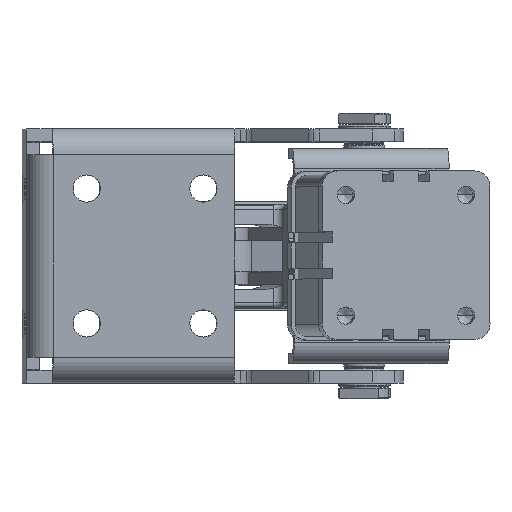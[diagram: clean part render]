
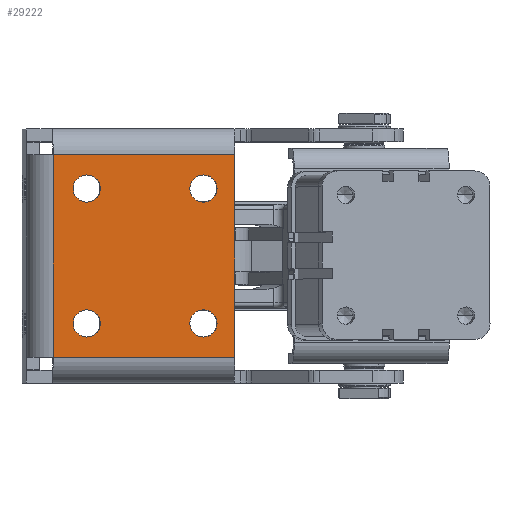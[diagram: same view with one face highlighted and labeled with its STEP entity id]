
A CAD part, top view. The second image highlights one B-rep face of the part: STEP entity #29222.
In plain terms, the highlighted planar face has unit normal (0.025, 0, 1).
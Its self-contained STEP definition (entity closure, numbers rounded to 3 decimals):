
#13361=CARTESIAN_POINT('',(114.34,192.081,167.654));
#13362=VERTEX_POINT('',#13361);
#13371=CARTESIAN_POINT('',(114.34,181.581,167.654));
#13372=VERTEX_POINT('',#13371);
#13373=CARTESIAN_POINT('',(114.34,186.831,167.654));
#13374=DIRECTION('',(-0.025,0.,-1.));
#13375=DIRECTION('',(0.,1.0,0.));
#13376=AXIS2_PLACEMENT_3D('',#13373,#13374,#13375);
#13377=CIRCLE('',#13376,5.25);
#13378=EDGE_CURVE('',#13372,#13362,#13377,.T.);
#13433=CARTESIAN_POINT('',(114.34,244.081,167.654));
#13434=VERTEX_POINT('',#13433);
#13443=CARTESIAN_POINT('',(114.34,233.581,167.654));
#13444=VERTEX_POINT('',#13443);
#13445=CARTESIAN_POINT('',(114.34,238.831,167.654));
#13446=DIRECTION('',(-0.025,0.,-1.));
#13447=DIRECTION('',(0.,1.0,0.));
#13448=AXIS2_PLACEMENT_3D('',#13445,#13446,#13447);
#13449=CIRCLE('',#13448,5.25);
#13450=EDGE_CURVE('',#13444,#13434,#13449,.T.);
#13505=CARTESIAN_POINT('',(159.326,192.081,166.542));
#13506=VERTEX_POINT('',#13505);
#13515=CARTESIAN_POINT('',(159.326,181.581,166.542));
#13516=VERTEX_POINT('',#13515);
#13517=CARTESIAN_POINT('',(159.326,186.831,166.542));
#13518=DIRECTION('',(-0.025,0.,-1.));
#13519=DIRECTION('',(0.,1.0,0.));
#13520=AXIS2_PLACEMENT_3D('',#13517,#13518,#13519);
#13521=CIRCLE('',#13520,5.25);
#13522=EDGE_CURVE('',#13516,#13506,#13521,.T.);
#13577=CARTESIAN_POINT('',(159.326,244.081,166.542));
#13578=VERTEX_POINT('',#13577);
#13587=CARTESIAN_POINT('',(159.326,233.581,166.542));
#13588=VERTEX_POINT('',#13587);
#13589=CARTESIAN_POINT('',(159.326,238.831,166.542));
#13590=DIRECTION('',(-0.025,0.,-1.));
#13591=DIRECTION('',(0.,1.0,0.));
#13592=AXIS2_PLACEMENT_3D('',#13589,#13590,#13591);
#13593=CIRCLE('',#13592,5.25);
#13594=EDGE_CURVE('',#13588,#13578,#13593,.T.);
#28465=CARTESIAN_POINT('',(159.326,238.831,166.542));
#28466=DIRECTION('',(-0.025,0.,-1.));
#28467=DIRECTION('',(0.,1.0,0.));
#28468=AXIS2_PLACEMENT_3D('',#28465,#28466,#28467);
#28469=CIRCLE('',#28468,5.25);
#28470=EDGE_CURVE('',#13578,#13588,#28469,.T.);
#28517=CARTESIAN_POINT('',(159.326,186.831,166.542));
#28518=DIRECTION('',(-0.025,0.,-1.));
#28519=DIRECTION('',(0.,1.0,0.));
#28520=AXIS2_PLACEMENT_3D('',#28517,#28518,#28519);
#28521=CIRCLE('',#28520,5.25);
#28522=EDGE_CURVE('',#13506,#13516,#28521,.T.);
#28569=CARTESIAN_POINT('',(114.34,238.831,167.654));
#28570=DIRECTION('',(-0.025,0.,-1.));
#28571=DIRECTION('',(0.,1.0,0.));
#28572=AXIS2_PLACEMENT_3D('',#28569,#28570,#28571);
#28573=CIRCLE('',#28572,5.25);
#28574=EDGE_CURVE('',#13434,#13444,#28573,.T.);
#28621=CARTESIAN_POINT('',(114.34,186.831,167.654));
#28622=DIRECTION('',(-0.025,0.,-1.));
#28623=DIRECTION('',(0.,1.0,0.));
#28624=AXIS2_PLACEMENT_3D('',#28621,#28622,#28623);
#28625=CIRCLE('',#28624,5.25);
#28626=EDGE_CURVE('',#13362,#13372,#28625,.T.);
#28789=CARTESIAN_POINT('',(101.344,251.831,167.975));
#28790=VERTEX_POINT('',#28789);
#28814=CARTESIAN_POINT('',(101.344,173.831,167.975));
#28815=VERTEX_POINT('',#28814);
#28900=CARTESIAN_POINT('',(101.344,251.831,167.975));
#28901=DIRECTION('',(0.,-1.0,0.));
#28902=VECTOR('',#28901,78.);
#28903=LINE('',#28900,#28902);
#28904=EDGE_CURVE('',#28790,#28815,#28903,.T.);
#29156=CARTESIAN_POINT('',(171.323,251.831,166.246));
#29157=VERTEX_POINT('',#29156);
#29174=CARTESIAN_POINT('',(171.323,251.831,166.246));
#29175=DIRECTION('',(-1.,0.,0.025));
#29176=VECTOR('',#29175,70.);
#29177=LINE('',#29174,#29176);
#29178=EDGE_CURVE('',#29157,#28790,#29177,.T.);
#29183=CARTESIAN_POINT('',(172.322,212.831,166.221));
#29184=DIRECTION('',(-0.025,0.,-1.));
#29185=DIRECTION('',(0.,1.0,0.));
#29186=AXIS2_PLACEMENT_3D('',#29183,#29184,#29185);
#29187=PLANE('',#29186);
#29188=CARTESIAN_POINT('',(171.323,173.831,166.246));
#29189=VERTEX_POINT('',#29188);
#29190=CARTESIAN_POINT('',(171.323,173.831,166.246));
#29191=DIRECTION('',(0.,1.0,0.));
#29192=VECTOR('',#29191,78.);
#29193=LINE('',#29190,#29192);
#29194=EDGE_CURVE('',#29189,#29157,#29193,.T.);
#29195=ORIENTED_EDGE('',*,*,#29194,.T.);
#29196=ORIENTED_EDGE('',*,*,#29178,.T.);
#29197=ORIENTED_EDGE('',*,*,#28904,.T.);
#29198=CARTESIAN_POINT('',(101.344,173.831,167.975));
#29199=DIRECTION('',(1.,0.,-0.025));
#29200=VECTOR('',#29199,70.);
#29201=LINE('',#29198,#29200);
#29202=EDGE_CURVE('',#28815,#29189,#29201,.T.);
#29203=ORIENTED_EDGE('',*,*,#29202,.T.);
#29204=EDGE_LOOP('',(#29195,#29196,#29197,#29203));
#29205=FACE_OUTER_BOUND('',#29204,.T.);
#29206=ORIENTED_EDGE('',*,*,#13378,.T.);
#29207=ORIENTED_EDGE('',*,*,#28626,.T.);
#29208=EDGE_LOOP('',(#29206,#29207));
#29209=FACE_BOUND('',#29208,.T.);
#29210=ORIENTED_EDGE('',*,*,#13450,.T.);
#29211=ORIENTED_EDGE('',*,*,#28574,.T.);
#29212=EDGE_LOOP('',(#29210,#29211));
#29213=FACE_BOUND('',#29212,.T.);
#29214=ORIENTED_EDGE('',*,*,#13522,.T.);
#29215=ORIENTED_EDGE('',*,*,#28522,.T.);
#29216=EDGE_LOOP('',(#29214,#29215));
#29217=FACE_BOUND('',#29216,.T.);
#29218=ORIENTED_EDGE('',*,*,#13594,.T.);
#29219=ORIENTED_EDGE('',*,*,#28470,.T.);
#29220=EDGE_LOOP('',(#29218,#29219));
#29221=FACE_BOUND('',#29220,.T.);
#29222=ADVANCED_FACE('',(#29205,#29209,#29213,#29217,#29221),#29187,.F.);
